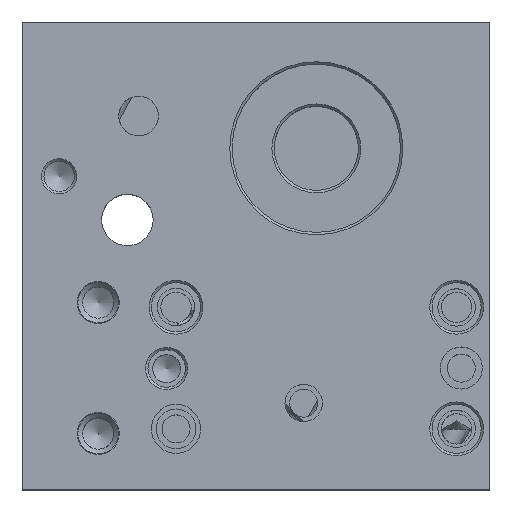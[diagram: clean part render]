
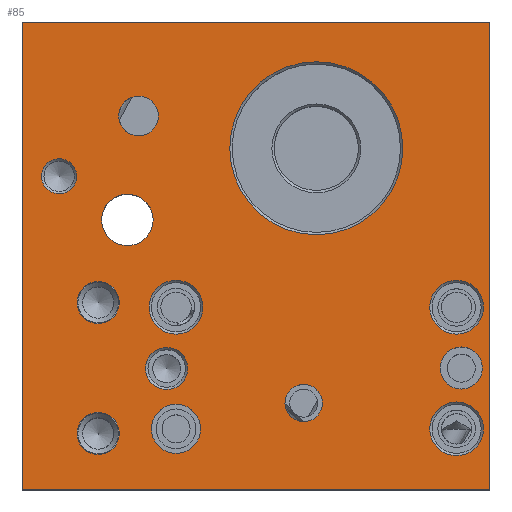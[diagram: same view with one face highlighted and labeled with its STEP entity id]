
A CAD part, top view. The second image highlights one B-rep face of the part: STEP entity #85.
In plain terms, the highlighted planar face has unit normal (0, 0, 1).
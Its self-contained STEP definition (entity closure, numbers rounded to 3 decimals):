
#85=ADVANCED_FACE('',(#1183,#1185,#1187,#1189,#1191,#1193,#1195,#1197,#1199,#1201,
#1203,#1205,#1207,#1209),#1211,.T.);
#1183=FACE_BOUND('',#1184,.T.);
#1184=EDGE_LOOP('',(#3913,#3914,#3915,#3916));
#1185=FACE_BOUND('',#1186,.T.);
#1186=EDGE_LOOP('',(#3917));
#1187=FACE_BOUND('',#1188,.T.);
#1188=EDGE_LOOP('',(#3918));
#1189=FACE_BOUND('',#1190,.T.);
#1190=EDGE_LOOP('',(#3919));
#1191=FACE_BOUND('',#1192,.T.);
#1192=EDGE_LOOP('',(#3920));
#1193=FACE_BOUND('',#1194,.T.);
#1194=EDGE_LOOP('',(#3921));
#1195=FACE_BOUND('',#1196,.T.);
#1196=EDGE_LOOP('',(#3922));
#1197=FACE_BOUND('',#1198,.T.);
#1198=EDGE_LOOP('',(#3923));
#1199=FACE_BOUND('',#1200,.T.);
#1200=EDGE_LOOP('',(#3924));
#1201=FACE_BOUND('',#1202,.T.);
#1202=EDGE_LOOP('',(#3925));
#1203=FACE_BOUND('',#1204,.T.);
#1204=EDGE_LOOP('',(#3926));
#1205=FACE_BOUND('',#1206,.T.);
#1206=EDGE_LOOP('',(#3927));
#1207=FACE_BOUND('',#1208,.T.);
#1208=EDGE_LOOP('',(#3928));
#1209=FACE_BOUND('',#1210,.T.);
#1210=EDGE_LOOP('',(#3929));
#1211=PLANE('',#1212);
#1212=AXIS2_PLACEMENT_3D('',#1213,#1214,#1215);
#1213=CARTESIAN_POINT('',(0.,0.,50.));
#1214=DIRECTION('',(0.,0.,1.));
#1215=DIRECTION('',(1.,0.,0.));
#3913=ORIENTED_EDGE('',*,*,#4259,.T.);
#3914=ORIENTED_EDGE('',*,*,#4254,.T.);
#3915=ORIENTED_EDGE('',*,*,#4260,.T.);
#3916=ORIENTED_EDGE('',*,*,#4261,.T.);
#3917=ORIENTED_EDGE('',*,*,#4262,.T.);
#3918=ORIENTED_EDGE('',*,*,#4263,.T.);
#3919=ORIENTED_EDGE('',*,*,#4264,.T.);
#3920=ORIENTED_EDGE('',*,*,#4265,.T.);
#3921=ORIENTED_EDGE('',*,*,#4266,.T.);
#3922=ORIENTED_EDGE('',*,*,#4267,.T.);
#3923=ORIENTED_EDGE('',*,*,#4268,.T.);
#3924=ORIENTED_EDGE('',*,*,#4248,.T.);
#3925=ORIENTED_EDGE('',*,*,#4269,.T.);
#3926=ORIENTED_EDGE('',*,*,#4270,.T.);
#3927=ORIENTED_EDGE('',*,*,#4271,.T.);
#3928=ORIENTED_EDGE('',*,*,#4272,.T.);
#3929=ORIENTED_EDGE('',*,*,#4273,.T.);
#4248=EDGE_CURVE('',#4415,#4415,#4416,.F.);
#4254=EDGE_CURVE('',#4428,#4426,#4429,.T.);
#4259=EDGE_CURVE('',#4437,#4428,#4438,.T.);
#4260=EDGE_CURVE('',#4426,#4439,#4440,.T.);
#4261=EDGE_CURVE('',#4439,#4437,#4441,.T.);
#4262=EDGE_CURVE('',#4442,#4442,#4443,.F.);
#4263=EDGE_CURVE('',#4444,#4444,#4445,.F.);
#4264=EDGE_CURVE('',#4446,#4446,#4447,.F.);
#4265=EDGE_CURVE('',#4448,#4448,#4449,.F.);
#4266=EDGE_CURVE('',#4450,#4450,#4451,.F.);
#4267=EDGE_CURVE('',#4452,#4452,#4453,.F.);
#4268=EDGE_CURVE('',#4454,#4454,#4455,.F.);
#4269=EDGE_CURVE('',#4456,#4456,#4457,.F.);
#4270=EDGE_CURVE('',#4458,#4458,#4459,.F.);
#4271=EDGE_CURVE('',#4460,#4460,#4461,.F.);
#4272=EDGE_CURVE('',#4462,#4462,#4463,.F.);
#4273=EDGE_CURVE('',#4464,#4464,#4465,.F.);
#4415=VERTEX_POINT('',#4722);
#4416=CIRCLE('',#4723,5.5);
#4426=VERTEX_POINT('',#5188);
#4428=VERTEX_POINT('',#5192);
#4429=LINE('',#5193,#5194);
#4437=VERTEX_POINT('',#5214);
#4438=LINE('',#5215,#5216);
#4439=VERTEX_POINT('',#5218);
#4440=LINE('',#5219,#5220);
#4441=LINE('',#5222,#5223);
#4442=VERTEX_POINT('',#5225);
#4443=CIRCLE('',#5226,18.5);
#4444=VERTEX_POINT('',#5230);
#4445=CIRCLE('',#5231,4.5);
#4446=VERTEX_POINT('',#5235);
#4447=CIRCLE('',#5236,4.);
#4448=VERTEX_POINT('',#5240);
#4449=CIRCLE('',#5241,5.25);
#4450=VERTEX_POINT('',#5245);
#4451=CIRCLE('',#5246,5.75);
#4452=VERTEX_POINT('',#5250);
#4453=CIRCLE('',#5251,5.75);
#4454=VERTEX_POINT('',#5255);
#4455=CIRCLE('',#5256,4.25);
#4456=VERTEX_POINT('',#5260);
#4457=CIRCLE('',#5261,4.5);
#4458=VERTEX_POINT('',#5265);
#4459=CIRCLE('',#5266,4.5);
#4460=VERTEX_POINT('',#5270);
#4461=CIRCLE('',#5271,5.75);
#4462=VERTEX_POINT('',#5275);
#4463=CIRCLE('',#5276,4.5);
#4464=VERTEX_POINT('',#5280);
#4465=CIRCLE('',#5281,3.75);
#4722=CARTESIAN_POINT('',(-22.,7.69,50.));
#4723=AXIS2_PLACEMENT_3D('',#4724,#4725,#4726);
#4724=CARTESIAN_POINT('',(-27.5,7.69,50.));
#4725=DIRECTION('',(0.,0.,1.));
#4726=DIRECTION('',(1.,0.,0.));
#5188=CARTESIAN_POINT('',(-50.,50.,50.));
#5192=CARTESIAN_POINT('',(50.,50.,50.));
#5193=CARTESIAN_POINT('',(50.,50.,50.));
#5194=VECTOR('',#5195,1.);
#5195=DIRECTION('',(-1.,0.,0.));
#5214=CARTESIAN_POINT('',(50.,-50.,50.));
#5215=CARTESIAN_POINT('',(50.,-50.,50.));
#5216=VECTOR('',#5217,1.);
#5217=DIRECTION('',(0.,1.,0.));
#5218=CARTESIAN_POINT('',(-50.,-50.,50.));
#5219=CARTESIAN_POINT('',(-50.,50.,50.));
#5220=VECTOR('',#5221,1.);
#5221=DIRECTION('',(0.,-1.,0.));
#5222=CARTESIAN_POINT('',(-50.,-50.,50.));
#5223=VECTOR('',#5224,1.);
#5224=DIRECTION('',(1.,0.,0.));
#5225=CARTESIAN_POINT('',(31.4,23.,50.));
#5226=AXIS2_PLACEMENT_3D('',#5227,#5228,#5229);
#5227=CARTESIAN_POINT('',(12.9,23.,50.));
#5228=DIRECTION('',(0.,0.,1.));
#5229=DIRECTION('',(1.,0.,0.));
#5230=CARTESIAN_POINT('',(48.4,-24.,50.));
#5231=AXIS2_PLACEMENT_3D('',#5232,#5233,#5234);
#5232=CARTESIAN_POINT('',(43.9,-24.,50.));
#5233=DIRECTION('',(0.,0.,1.));
#5234=DIRECTION('',(1.,0.,0.));
#5235=CARTESIAN_POINT('',(14.2,-31.5,50.));
#5236=AXIS2_PLACEMENT_3D('',#5237,#5238,#5239);
#5237=CARTESIAN_POINT('',(10.2,-31.5,50.));
#5238=DIRECTION('',(0.,0.,1.));
#5239=DIRECTION('',(1.,0.,0.));
#5240=CARTESIAN_POINT('',(-11.85,-37.,50.));
#5241=AXIS2_PLACEMENT_3D('',#5242,#5243,#5244);
#5242=CARTESIAN_POINT('',(-17.1,-37.,50.));
#5243=DIRECTION('',(0.,0.,1.));
#5244=DIRECTION('',(1.,0.,0.));
#5245=CARTESIAN_POINT('',(48.65,-37.,50.));
#5246=AXIS2_PLACEMENT_3D('',#5247,#5248,#5249);
#5247=CARTESIAN_POINT('',(42.9,-37.,50.));
#5248=DIRECTION('',(0.,0.,1.));
#5249=DIRECTION('',(1.,0.,0.));
#5250=CARTESIAN_POINT('',(-11.35,-11.,50.));
#5251=AXIS2_PLACEMENT_3D('',#5252,#5253,#5254);
#5252=CARTESIAN_POINT('',(-17.1,-11.,50.));
#5253=DIRECTION('',(0.,0.,1.));
#5254=DIRECTION('',(1.,0.,0.));
#5255=CARTESIAN_POINT('',(-20.85,29.9,50.));
#5256=AXIS2_PLACEMENT_3D('',#5257,#5258,#5259);
#5257=CARTESIAN_POINT('',(-25.1,29.9,50.));
#5258=DIRECTION('',(0.,0.,1.));
#5259=DIRECTION('',(1.,0.,0.));
#5260=CARTESIAN_POINT('',(-29.25,-38.,50.));
#5261=AXIS2_PLACEMENT_3D('',#5262,#5263,#5264);
#5262=CARTESIAN_POINT('',(-33.75,-38.,50.));
#5263=DIRECTION('',(0.,0.,1.));
#5264=DIRECTION('',(1.,0.,0.));
#5265=CARTESIAN_POINT('',(-29.25,-10.,50.));
#5266=AXIS2_PLACEMENT_3D('',#5267,#5268,#5269);
#5267=CARTESIAN_POINT('',(-33.75,-10.,50.));
#5268=DIRECTION('',(0.,0.,1.));
#5269=DIRECTION('',(1.,0.,0.));
#5270=CARTESIAN_POINT('',(48.65,-11.,50.));
#5271=AXIS2_PLACEMENT_3D('',#5272,#5273,#5274);
#5272=CARTESIAN_POINT('',(42.9,-11.,50.));
#5273=DIRECTION('',(0.,0.,1.));
#5274=DIRECTION('',(1.,0.,0.));
#5275=CARTESIAN_POINT('',(-14.6,-24.1,50.));
#5276=AXIS2_PLACEMENT_3D('',#5277,#5278,#5279);
#5277=CARTESIAN_POINT('',(-19.1,-24.1,50.));
#5278=DIRECTION('',(0.,0.,1.));
#5279=DIRECTION('',(1.,0.,0.));
#5280=CARTESIAN_POINT('',(-38.35,17.,50.));
#5281=AXIS2_PLACEMENT_3D('',#5282,#5283,#5284);
#5282=CARTESIAN_POINT('',(-42.1,17.,50.));
#5283=DIRECTION('',(0.,0.,1.));
#5284=DIRECTION('',(1.,0.,0.));
